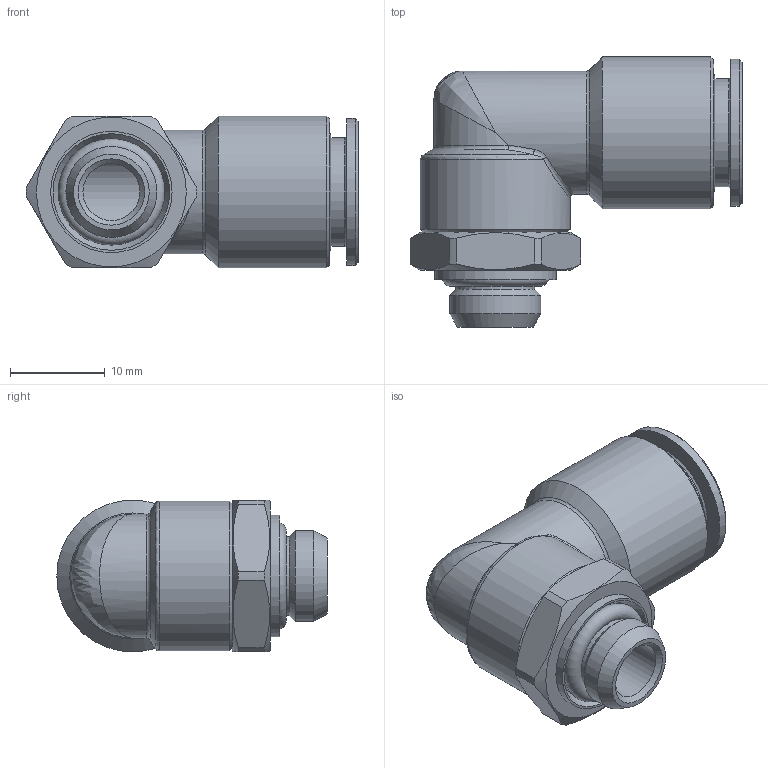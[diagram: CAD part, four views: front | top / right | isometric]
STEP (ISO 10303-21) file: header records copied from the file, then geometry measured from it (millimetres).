
FILE_DESCRIPTION(( 'MA.16.10.18.stp' ), '1');
FILE_NAME( 'MA.16.10.18.stp', '2021-03-01T10:46:02',( 'Sopra'),('sopra-pneumatic.com'), 'SwSTEP 2.0','SolidWorks 2009','' );
FILE_SCHEMA( ( 'CONFIG_CONTROL_DESIGN' ) );
Length unit declared in the file: millimetre
Products named in the file (3): A0060051; 036-A105-1/011-0004-1-solid1; Taglia-Rivoluzione1
Assembly tree (2 placements, depth 2):
  A0060051
    036-A105-1/011-0004-1-solid1
    Taglia-Rivoluzione1
Bounding box: 35 x 28.5 x 16 mm (x, y, z)
Volume: 4663.5 mm3; surface area: 4090.2 mm2
Topology: 2 solids, 2 shells, 62 faces, 144 edges, 88 vertices
Faces by surface type: cylinder 19, cone 17, plane 15, bspline 6, torus 5
Full cylindrical faces by diameter (mm): 6 x1, 8 x1, 8.3 x1, 8.5 x1, 9.6 x1, 10.15 x1, 11.4 x1, 12.8 x1, 13 x1, 15.5 x1, 15.8 x1, 16 x1
Entity records: 2150 total; most frequent: CARTESIAN_POINT 854, DIRECTION 242, ORIENTED_EDGE 210, AXIS2_PLACEMENT_3D 115, EDGE_CURVE 105, EDGE_LOOP 99, VERTEX_POINT 83, FACE_OUTER_BOUND 75
